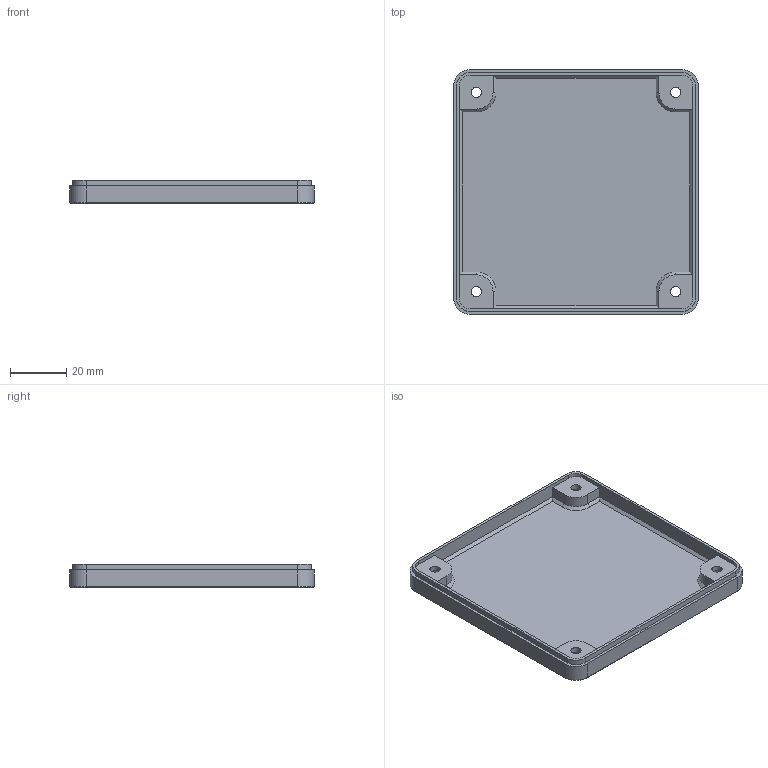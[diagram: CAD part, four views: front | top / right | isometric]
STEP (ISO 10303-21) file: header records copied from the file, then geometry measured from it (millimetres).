
FILE_DESCRIPTION(/* description */ ('','CAx-IF Rec.Pracs.---Representation and Presentation of Product Manufacturing Information (PMI)---4.0---2014-10-13'),/* implementation_level */ '2;1');
FILE_NAME(/* name */ 'v0.2-S bottom.step',/* time_stamp */ '2025-01-02T20:01:23Z',/* author */ (''),/* organization */ (''),/* preprocessor_version */ 'ST-DEVELOPER v20',/* originating_system */ 'Autodesk Translation Framework v13.20.0.188',/* authorisation */ '');
FILE_SCHEMA (('AP242_MANAGED_MODEL_BASED_3D_ENGINEERING_MIM_LF { 1 0 10303 442 1 1 4 }'));
Length unit declared in the file: millimetre
Products named in the file (1): v0.2-S bottom
Bounding box: 87.28 x 87.28 x 8.4 mm (x, y, z)
Volume: 20748 mm3; surface area: 20703.8 mm2
Topology: 1 solids, 1 shells, 1190 faces, 3249 edges, 2150 vertices
Faces by surface type: plane 589, bspline 561, cylinder 28, cone 12
Full cylindrical faces by diameter (mm): 3.6 x4, 4.5 x4, 5.2 x4
Entity records: 42480 total; most frequent: CARTESIAN_POINT 16127, ORIENTED_EDGE 6498, DIRECTION 3459, EDGE_CURVE 3249, VERTEX_POINT 2150, LINE 2055, VECTOR 2055, EDGE_LOOP 1287
